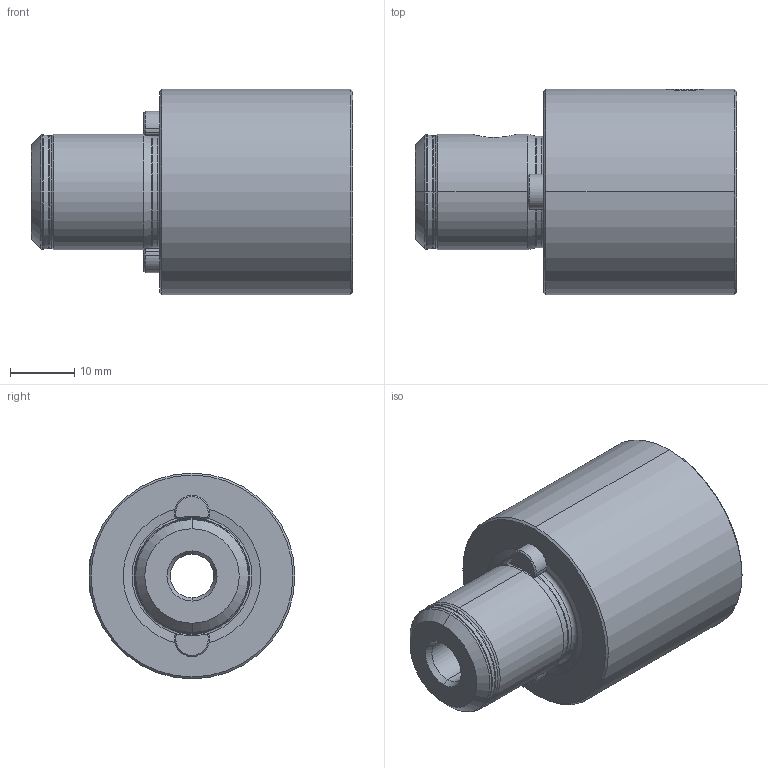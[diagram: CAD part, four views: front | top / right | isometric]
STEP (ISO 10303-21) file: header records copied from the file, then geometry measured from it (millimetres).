
FILE_DESCRIPTION (( 'STEP AP203' ), '1' );
FILE_NAME ('ST3-ST3.K01.030.STEP', '2017-11-06T14:37:44', ( 'SWIAdmin' ), ( 'Hewlett-Packard Company' ), 'SwSTEP 2.0', 'SolidWorks 2017', '' );
FILE_SCHEMA (( 'CONFIG_CONTROL_DESIGN' ));
Length unit declared in the file: millimetre
Products named in the file (4): ST3-ST3.K01.030_B; ST3-ER1.001.008_A; ST3-ER2.001.007_A; ST3-ST3.K01.030
Assembly tree (4 placements, depth 2):
  ST3-ST3.K01.030
    ST3-ST3.K01.030_B
    ST3-ER1.001.008_A
    ST3-ER2.001.007_A  x2
Bounding box: 50 x 32 x 32 mm (x, y, z)
Volume: 22289.8 mm3; surface area: 8117.9 mm2
Topology: 4 solids, 4 shells, 160 faces, 360 edges, 206 vertices
Faces by surface type: cone 58, cylinder 45, plane 32, torus 23, bspline 2
Entity records: 4777 total; most frequent: CARTESIAN_POINT 1220, DIRECTION 712, ORIENTED_EDGE 620, EDGE_CURVE 310, AXIS2_PLACEMENT_3D 295, VERTEX_POINT 180, CIRCLE 151, EDGE_LOOP 148
